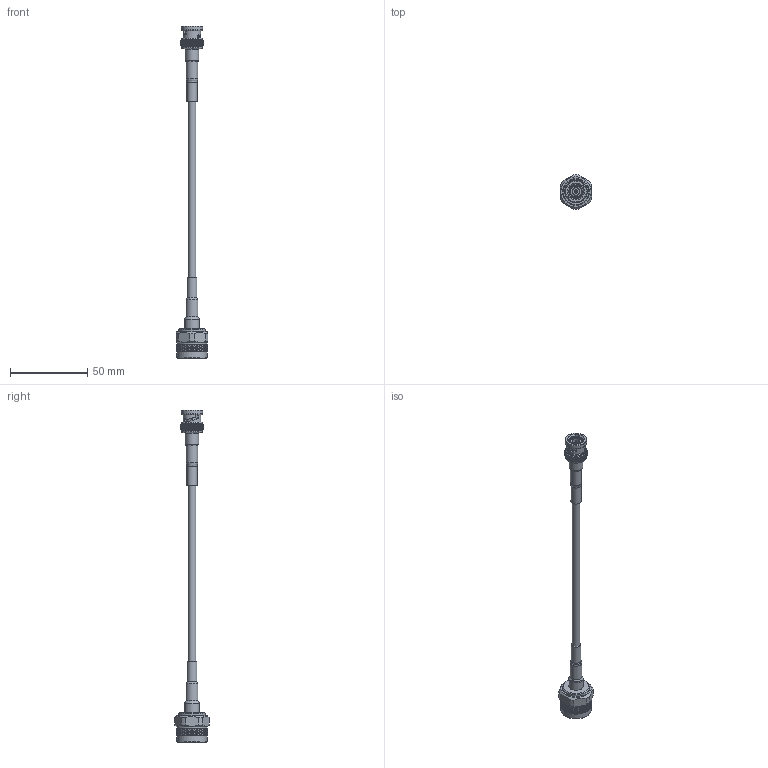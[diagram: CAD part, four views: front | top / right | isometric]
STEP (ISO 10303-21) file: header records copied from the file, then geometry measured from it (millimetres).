
FILE_DESCRIPTION (( 'STEP AP203' ), '1' );
FILE_NAME ('PE3C6890_3D.step', '2022-02-28T16:36:20', ( '' ), ( '' ), 'SwSTEP 2.0', 'SolidWorks 2021', '' );
FILE_SCHEMA (( 'CONFIG_CONTROL_DESIGN' ));
Length unit declared in the file: metre
Products named in the file (5): Boot^PE3C6890; LMR-200-FR^PE3C6890_LMR-200; TC-200-NMH-X^PE3C6890; PE3C6890_3D; TC-200-BM-X^PE3C6890_Heat Shrink
Assembly tree (4 placements, depth 2):
  PE3C6890_3D
    LMR-200-FR^PE3C6890_LMR-200
    TC-200-BM-X^PE3C6890_Heat Shrink
    TC-200-NMH-X^PE3C6890
    Boot^PE3C6890
Bounding box: 20.62 x 22.22 x 214.38 mm (x, y, z)
Volume: 11646.8 mm3; surface area: 9839 mm2
Topology: 6 solids, 7 shells, 2619 faces, 5685 edges, 3099 vertices
Faces by surface type: bspline 1700, cylinder 553, plane 203, cone 162, torus 1
Full cylindrical faces by diameter (mm): 0.711 x1, 1.016 x1, 1.092 x1, 1.27 x2, 1.524 x1, 1.627 x1, 2.054 x1, 2.184 x1, 2.212 x1, 2.489 x1, 2.54 x1, 3.175 x1, 3.81 x1, 4.475 x1, 4.662 x1, 4.877 x1, 4.953 x1, 5.22 x1, 6.223 x1, 6.331 x1, 6.481 x2, 6.604 x1, 6.904 x1, 6.909 x1, 7.057 x1, 7.262 x1, 7.501 x1, 7.601 x1, 8.012 x2, 8.255 x1
Entity records: 88166 total; most frequent: CARTESIAN_POINT 50436, ORIENTED_EDGE 11146, EDGE_CURVE 5573, DIRECTION 3343, VERTEX_POINT 3066, EDGE_LOOP 2715, FACE_OUTER_BOUND 2665, ADVANCED_FACE 2613
